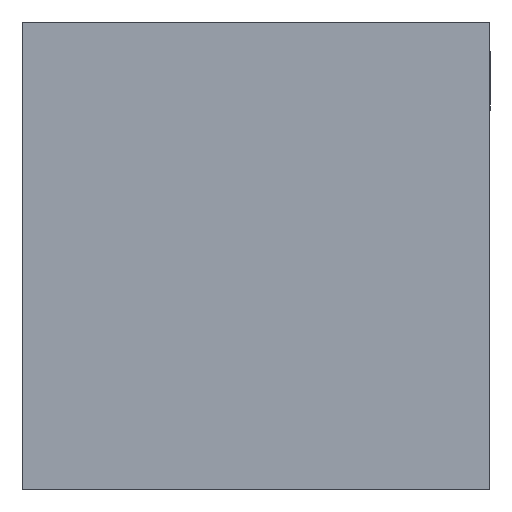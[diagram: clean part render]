
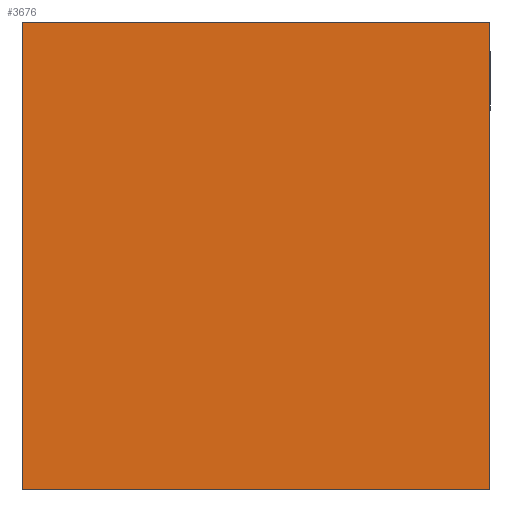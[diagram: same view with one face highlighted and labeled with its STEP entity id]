
A CAD part, top view. The second image highlights one B-rep face of the part: STEP entity #3676.
In plain terms, the highlighted planar face has unit normal (0, 0, 1).
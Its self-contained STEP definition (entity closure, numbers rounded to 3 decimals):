
#3362 = VERTEX_POINT('',#3363);
#3363 = CARTESIAN_POINT('',(-1.,1.,0.65));
#3370 = PLANE('',#3371);
#3371 = AXIS2_PLACEMENT_3D('',#3372,#3373,#3374);
#3372 = CARTESIAN_POINT('',(-1.,1.,0.));
#3373 = DIRECTION('',(0.,1.,0.));
#3374 = DIRECTION('',(1.,0.,0.));
#3382 = PLANE('',#3383);
#3383 = AXIS2_PLACEMENT_3D('',#3384,#3385,#3386);
#3384 = CARTESIAN_POINT('',(-1.,-1.,0.));
#3385 = DIRECTION('',(-1.,0.,0.));
#3386 = DIRECTION('',(0.,1.,0.));
#3394 = EDGE_CURVE('',#3362,#3395,#3397,.T.);
#3395 = VERTEX_POINT('',#3396);
#3396 = CARTESIAN_POINT('',(1.,1.,0.65));
#3397 = SURFACE_CURVE('',#3398,(#3402,#3409),.PCURVE_S1.);
#3398 = LINE('',#3399,#3400);
#3399 = CARTESIAN_POINT('',(-1.,1.,0.65));
#3400 = VECTOR('',#3401,1.);
#3401 = DIRECTION('',(1.,0.,0.));
#3402 = PCURVE('',#3370,#3403);
#3403 = DEFINITIONAL_REPRESENTATION('',(#3404),#3408);
#3404 = LINE('',#3405,#3406);
#3405 = CARTESIAN_POINT('',(0.,-0.65));
#3406 = VECTOR('',#3407,1.);
#3407 = DIRECTION('',(1.,0.));
#3408 = ( GEOMETRIC_REPRESENTATION_CONTEXT(2) 
PARAMETRIC_REPRESENTATION_CONTEXT() REPRESENTATION_CONTEXT('2D SPACE',''
  ) );
#3409 = PCURVE('',#3410,#3415);
#3410 = PLANE('',#3411);
#3411 = AXIS2_PLACEMENT_3D('',#3412,#3413,#3414);
#3412 = CARTESIAN_POINT('',(-1.,1.,0.65));
#3413 = DIRECTION('',(0.,0.,1.));
#3414 = DIRECTION('',(1.,0.,0.));
#3415 = DEFINITIONAL_REPRESENTATION('',(#3416),#3420);
#3416 = LINE('',#3417,#3418);
#3417 = CARTESIAN_POINT('',(0.,0.));
#3418 = VECTOR('',#3419,1.);
#3419 = DIRECTION('',(1.,0.));
#3420 = ( GEOMETRIC_REPRESENTATION_CONTEXT(2) 
PARAMETRIC_REPRESENTATION_CONTEXT() REPRESENTATION_CONTEXT('2D SPACE',''
  ) );
#3438 = PLANE('',#3439);
#3439 = AXIS2_PLACEMENT_3D('',#3440,#3441,#3442);
#3440 = CARTESIAN_POINT('',(1.,1.,0.));
#3441 = DIRECTION('',(1.,0.,0.));
#3442 = DIRECTION('',(0.,-1.,0.));
#3480 = EDGE_CURVE('',#3395,#3481,#3483,.T.);
#3481 = VERTEX_POINT('',#3482);
#3482 = CARTESIAN_POINT('',(1.,-1.,0.65));
#3483 = SURFACE_CURVE('',#3484,(#3488,#3495),.PCURVE_S1.);
#3484 = LINE('',#3485,#3486);
#3485 = CARTESIAN_POINT('',(1.,1.,0.65));
#3486 = VECTOR('',#3487,1.);
#3487 = DIRECTION('',(0.,-1.,0.));
#3488 = PCURVE('',#3438,#3489);
#3489 = DEFINITIONAL_REPRESENTATION('',(#3490),#3494);
#3490 = LINE('',#3491,#3492);
#3491 = CARTESIAN_POINT('',(0.,-0.65));
#3492 = VECTOR('',#3493,1.);
#3493 = DIRECTION('',(1.,0.));
#3494 = ( GEOMETRIC_REPRESENTATION_CONTEXT(2) 
PARAMETRIC_REPRESENTATION_CONTEXT() REPRESENTATION_CONTEXT('2D SPACE',''
  ) );
#3495 = PCURVE('',#3410,#3496);
#3496 = DEFINITIONAL_REPRESENTATION('',(#3497),#3501);
#3497 = LINE('',#3498,#3499);
#3498 = CARTESIAN_POINT('',(2.,0.));
#3499 = VECTOR('',#3500,1.);
#3500 = DIRECTION('',(0.,-1.));
#3501 = ( GEOMETRIC_REPRESENTATION_CONTEXT(2) 
PARAMETRIC_REPRESENTATION_CONTEXT() REPRESENTATION_CONTEXT('2D SPACE',''
  ) );
#3519 = PLANE('',#3520);
#3520 = AXIS2_PLACEMENT_3D('',#3521,#3522,#3523);
#3521 = CARTESIAN_POINT('',(1.,-1.,0.));
#3522 = DIRECTION('',(0.,-1.,0.));
#3523 = DIRECTION('',(-1.,0.,0.));
#3556 = EDGE_CURVE('',#3481,#3557,#3559,.T.);
#3557 = VERTEX_POINT('',#3558);
#3558 = CARTESIAN_POINT('',(-1.,-1.,0.65));
#3559 = SURFACE_CURVE('',#3560,(#3564,#3571),.PCURVE_S1.);
#3560 = LINE('',#3561,#3562);
#3561 = CARTESIAN_POINT('',(1.,-1.,0.65));
#3562 = VECTOR('',#3563,1.);
#3563 = DIRECTION('',(-1.,0.,0.));
#3564 = PCURVE('',#3519,#3565);
#3565 = DEFINITIONAL_REPRESENTATION('',(#3566),#3570);
#3566 = LINE('',#3567,#3568);
#3567 = CARTESIAN_POINT('',(0.,-0.65));
#3568 = VECTOR('',#3569,1.);
#3569 = DIRECTION('',(1.,0.));
#3570 = ( GEOMETRIC_REPRESENTATION_CONTEXT(2) 
PARAMETRIC_REPRESENTATION_CONTEXT() REPRESENTATION_CONTEXT('2D SPACE',''
  ) );
#3571 = PCURVE('',#3410,#3572);
#3572 = DEFINITIONAL_REPRESENTATION('',(#3573),#3577);
#3573 = LINE('',#3574,#3575);
#3574 = CARTESIAN_POINT('',(2.,-2.));
#3575 = VECTOR('',#3576,1.);
#3576 = DIRECTION('',(-1.,0.));
#3577 = ( GEOMETRIC_REPRESENTATION_CONTEXT(2) 
PARAMETRIC_REPRESENTATION_CONTEXT() REPRESENTATION_CONTEXT('2D SPACE',''
  ) );
#3627 = EDGE_CURVE('',#3557,#3362,#3628,.T.);
#3628 = SURFACE_CURVE('',#3629,(#3633,#3640),.PCURVE_S1.);
#3629 = LINE('',#3630,#3631);
#3630 = CARTESIAN_POINT('',(-1.,-1.,0.65));
#3631 = VECTOR('',#3632,1.);
#3632 = DIRECTION('',(0.,1.,0.));
#3633 = PCURVE('',#3382,#3634);
#3634 = DEFINITIONAL_REPRESENTATION('',(#3635),#3639);
#3635 = LINE('',#3636,#3637);
#3636 = CARTESIAN_POINT('',(0.,-0.65));
#3637 = VECTOR('',#3638,1.);
#3638 = DIRECTION('',(1.,0.));
#3639 = ( GEOMETRIC_REPRESENTATION_CONTEXT(2) 
PARAMETRIC_REPRESENTATION_CONTEXT() REPRESENTATION_CONTEXT('2D SPACE',''
  ) );
#3640 = PCURVE('',#3410,#3641);
#3641 = DEFINITIONAL_REPRESENTATION('',(#3642),#3646);
#3642 = LINE('',#3643,#3644);
#3643 = CARTESIAN_POINT('',(0.,-2.));
#3644 = VECTOR('',#3645,1.);
#3645 = DIRECTION('',(0.,1.));
#3646 = ( GEOMETRIC_REPRESENTATION_CONTEXT(2) 
PARAMETRIC_REPRESENTATION_CONTEXT() REPRESENTATION_CONTEXT('2D SPACE',''
  ) );
#3676 = ADVANCED_FACE('',(#3677),#3410,.T.);
#3677 = FACE_BOUND('',#3678,.F.);
#3678 = EDGE_LOOP('',(#3679,#3680,#3681,#3682));
#3679 = ORIENTED_EDGE('',*,*,#3394,.T.);
#3680 = ORIENTED_EDGE('',*,*,#3480,.T.);
#3681 = ORIENTED_EDGE('',*,*,#3556,.T.);
#3682 = ORIENTED_EDGE('',*,*,#3627,.T.);
